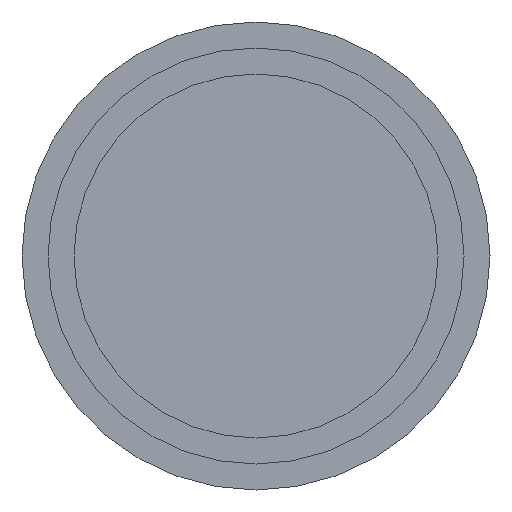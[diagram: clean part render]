
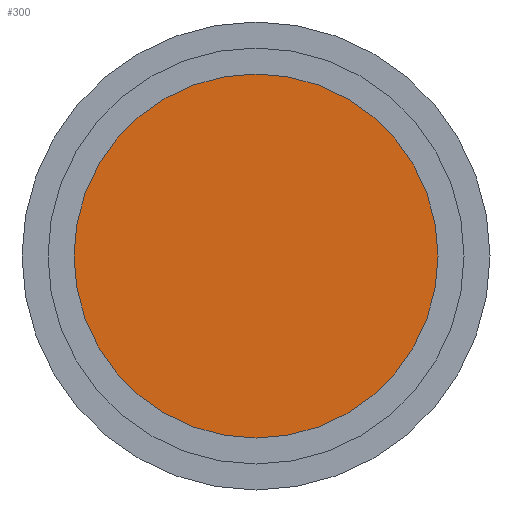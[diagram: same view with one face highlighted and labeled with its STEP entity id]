
A CAD part, front view. The second image highlights one B-rep face of the part: STEP entity #300.
In plain terms, the highlighted planar face has unit normal (0, -1, 0).
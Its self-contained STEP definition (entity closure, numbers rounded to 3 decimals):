
#209 = VERTEX_POINT('',#210);
#210 = CARTESIAN_POINT('',(0.,-76.18,3.5));
#218 = EDGE_CURVE('',#209,#219,#221,.T.);
#219 = VERTEX_POINT('',#220);
#220 = CARTESIAN_POINT('',(0.,-76.18,-3.5));
#221 = CIRCLE('',#222,3.5);
#222 = AXIS2_PLACEMENT_3D('',#223,#224,#225);
#223 = CARTESIAN_POINT('',(0.,-76.18,0.));
#224 = DIRECTION('',(0.,1.,0.));
#225 = DIRECTION('',(0.,-0.,1.));
#251 = EDGE_CURVE('',#219,#209,#252,.T.);
#252 = CIRCLE('',#253,3.5);
#253 = AXIS2_PLACEMENT_3D('',#254,#255,#256);
#254 = CARTESIAN_POINT('',(0.,-76.18,0.));
#255 = DIRECTION('',(0.,1.,0.));
#256 = DIRECTION('',(0.,-0.,1.));
#300 = ADVANCED_FACE('',(#301),#305,.T.);
#301 = FACE_BOUND('',#302,.T.);
#302 = EDGE_LOOP('',(#303,#304));
#303 = ORIENTED_EDGE('',*,*,#218,.F.);
#304 = ORIENTED_EDGE('',*,*,#251,.F.);
#305 = PLANE('',#306);
#306 = AXIS2_PLACEMENT_3D('',#307,#308,#309);
#307 = CARTESIAN_POINT('',(0.,-76.18,0.));
#308 = DIRECTION('',(0.,-1.,0.));
#309 = DIRECTION('',(1.,0.,0.));
